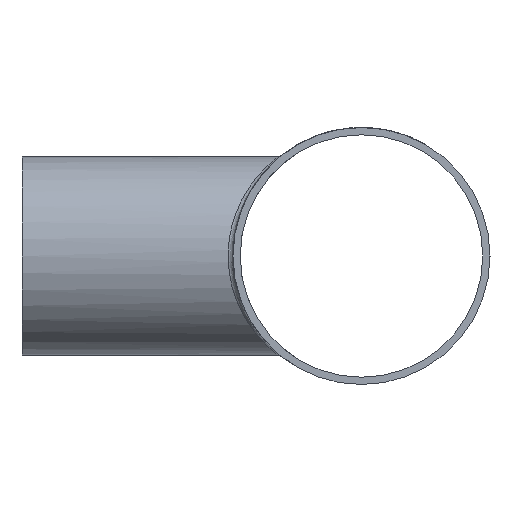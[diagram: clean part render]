
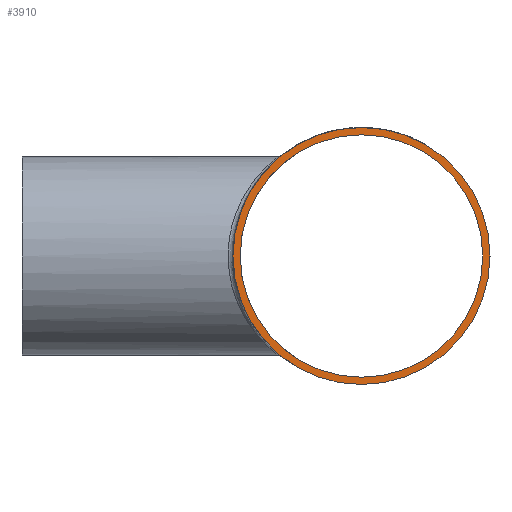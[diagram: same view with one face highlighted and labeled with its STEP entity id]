
A CAD part, left-side view. The second image highlights one B-rep face of the part: STEP entity #3910.
In plain terms, the highlighted planar face has unit normal (-1, 0, 0).
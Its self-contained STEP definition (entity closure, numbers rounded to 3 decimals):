
#1333 = DIRECTION ( 'NONE',  ( 0., 0., 1. ) ) ;
#2379 = DIRECTION ( 'NONE',  ( 0., 0., 1. ) ) ;
#3247 = EDGE_LOOP ( 'NONE', ( #14255 ) ) ;
#3568 = CARTESIAN_POINT ( 'NONE',  ( -70., 0., 0. ) ) ;
#3910 = ADVANCED_FACE ( 'NONE', ( #17068, #13001 ), #8149, .T. ) ;
#3916 = DIRECTION ( 'NONE',  ( -1., 0., 0. ) ) ;
#4573 = EDGE_LOOP ( 'NONE', ( #17920 ) ) ;
#5145 = DIRECTION ( 'NONE',  ( -1., 0., 0. ) ) ;
#6202 = CIRCLE ( 'NONE', #16669, 26.5 ) ;
#7209 = CARTESIAN_POINT ( 'NONE',  ( -70., 0., 0. ) ) ;
#7487 = DIRECTION ( 'NONE',  ( -1., 0., 0. ) ) ;
#8149 = PLANE ( 'NONE',  #13049 ) ;
#10233 = EDGE_CURVE ( 'NONE', #17839, #17839, #6202, .T. ) ;
#11704 = CARTESIAN_POINT ( 'NONE',  ( -70., 0., 26.5 ) ) ;
#12325 = DIRECTION ( 'NONE',  ( 0., 0., 1. ) ) ;
#12786 = AXIS2_PLACEMENT_3D ( 'NONE', #7209, #3916, #1333 ) ;
#13001 = FACE_OUTER_BOUND ( 'NONE', #3247, .T. ) ;
#13049 = AXIS2_PLACEMENT_3D ( 'NONE', #3568, #5145, #2379 ) ;
#14255 = ORIENTED_EDGE ( 'NONE', *, *, #10233, .T. ) ;
#14859 = VERTEX_POINT ( 'NONE', #17940 ) ;
#16266 = CIRCLE ( 'NONE', #12786, 25. ) ;
#16669 = AXIS2_PLACEMENT_3D ( 'NONE', #17990, #7487, #12325 ) ;
#17068 = FACE_BOUND ( 'NONE', #4573, .T. ) ;
#17839 = VERTEX_POINT ( 'NONE', #11704 ) ;
#17920 = ORIENTED_EDGE ( 'NONE', *, *, #18037, .F. ) ;
#17940 = CARTESIAN_POINT ( 'NONE',  ( -70., 0., 25. ) ) ;
#17990 = CARTESIAN_POINT ( 'NONE',  ( -70., 0., 0. ) ) ;
#18037 = EDGE_CURVE ( 'NONE', #14859, #14859, #16266, .T. ) ;
